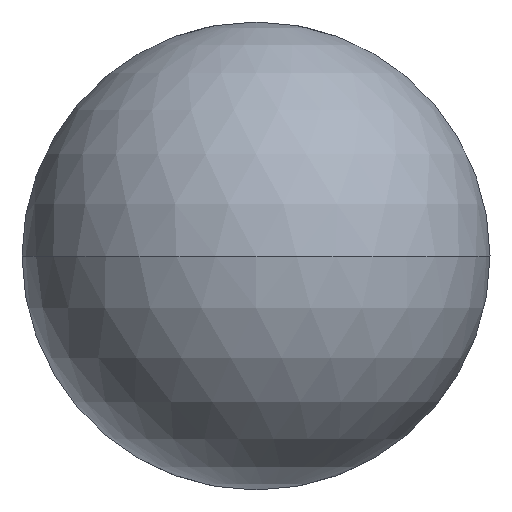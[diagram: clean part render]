
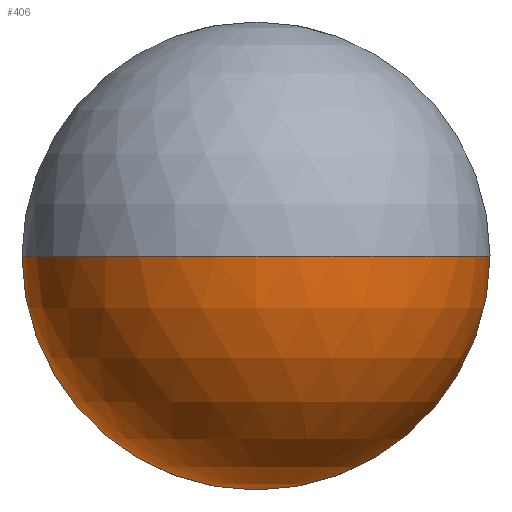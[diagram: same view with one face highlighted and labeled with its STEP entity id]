
A CAD part, front view. The second image highlights one B-rep face of the part: STEP entity #406.
In plain terms, the highlighted spherical face has radius 9.525 mm.
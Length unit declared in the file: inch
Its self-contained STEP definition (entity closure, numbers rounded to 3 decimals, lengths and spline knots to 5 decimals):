
#25 = DIRECTION ( 'NONE',  ( 0., 0., -1. ) ) ;
#27 = VERTEX_POINT ( 'NONE', #372 ) ;
#29 = CARTESIAN_POINT ( 'NONE',  ( 0., 0.375, -0.375 ) ) ;
#36 = ORIENTED_EDGE ( 'NONE', *, *, #207, .T. ) ;
#50 = CARTESIAN_POINT ( 'NONE',  ( 0., 0.375, 0. ) ) ;
#54 = DIRECTION ( 'NONE',  ( 1., 0., 0. ) ) ;
#74 = EDGE_LOOP ( 'NONE', ( #272, #353, #36, #510 ) ) ;
#80 = EDGE_CURVE ( 'NONE', #195, #304, #87, .T. ) ;
#87 = CIRCLE ( 'NONE', #387, 0.375 ) ;
#94 = DIRECTION ( 'NONE',  ( -1., 0., 0. ) ) ;
#95 = DIRECTION ( 'NONE',  ( 0., -1., 0. ) ) ;
#105 = DIRECTION ( 'NONE',  ( 0., 0., -1. ) ) ;
#117 = CIRCLE ( 'NONE', #235, 0.375 ) ;
#133 = EDGE_CURVE ( 'NONE', #195, #371, #404, .T. ) ;
#144 = CARTESIAN_POINT ( 'NONE',  ( 0., 0.375, 0. ) ) ;
#195 = VERTEX_POINT ( 'NONE', #382 ) ;
#207 = EDGE_CURVE ( 'NONE', #27, #371, #310, .T. ) ;
#235 = AXIS2_PLACEMENT_3D ( 'NONE', #144, #95, #25 ) ;
#245 = CARTESIAN_POINT ( 'NONE',  ( 0., 0.375, 0. ) ) ;
#249 = CARTESIAN_POINT ( 'NONE',  ( 0., 0., 0. ) ) ;
#259 = SPHERICAL_SURFACE ( 'NONE', #390, 0.375 ) ;
#272 = ORIENTED_EDGE ( 'NONE', *, *, #80, .T. ) ;
#296 = DIRECTION ( 'NONE',  ( 0., -1., 0. ) ) ;
#304 = VERTEX_POINT ( 'NONE', #29 ) ;
#310 = CIRCLE ( 'NONE', #366, 0.375 ) ;
#353 = ORIENTED_EDGE ( 'NONE', *, *, #489, .T. ) ;
#354 = DIRECTION ( 'NONE',  ( -1., 0., 0. ) ) ;
#359 = AXIS2_PLACEMENT_3D ( 'NONE', #467, #466, #54 ) ;
#366 = AXIS2_PLACEMENT_3D ( 'NONE', #50, #465, #94 ) ;
#371 = VERTEX_POINT ( 'NONE', #249 ) ;
#372 = CARTESIAN_POINT ( 'NONE',  ( 0.375, 0.375, 0. ) ) ;
#379 = DIRECTION ( 'NONE',  ( 0., 0., -1. ) ) ;
#382 = CARTESIAN_POINT ( 'NONE',  ( -0.375, 0.375, 0. ) ) ;
#387 = AXIS2_PLACEMENT_3D ( 'NONE', #245, #296, #379 ) ;
#390 = AXIS2_PLACEMENT_3D ( 'NONE', #471, #105, #354 ) ;
#404 = CIRCLE ( 'NONE', #359, 0.375 ) ;
#406 = ADVANCED_FACE ( 'NONE', ( #418 ), #259, .T. ) ;
#418 = FACE_OUTER_BOUND ( 'NONE', #74, .T. ) ;
#465 = DIRECTION ( 'NONE',  ( 0., 0., -1. ) ) ;
#466 = DIRECTION ( 'NONE',  ( 0., 0., 1. ) ) ;
#467 = CARTESIAN_POINT ( 'NONE',  ( 0., 0.375, 0. ) ) ;
#471 = CARTESIAN_POINT ( 'NONE',  ( 0., 0.375, 0. ) ) ;
#489 = EDGE_CURVE ( 'NONE', #304, #27, #117, .T. ) ;
#510 = ORIENTED_EDGE ( 'NONE', *, *, #133, .F. ) ;
